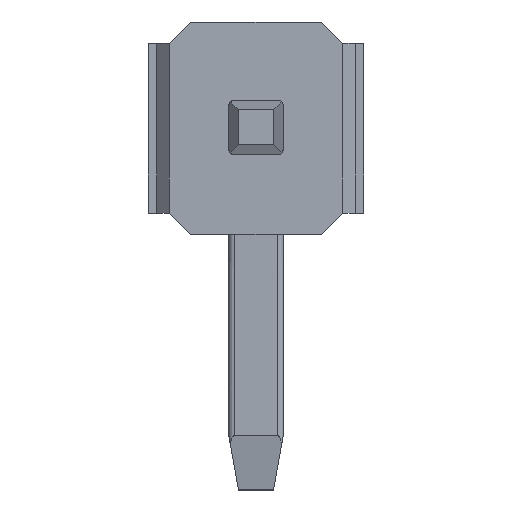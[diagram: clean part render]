
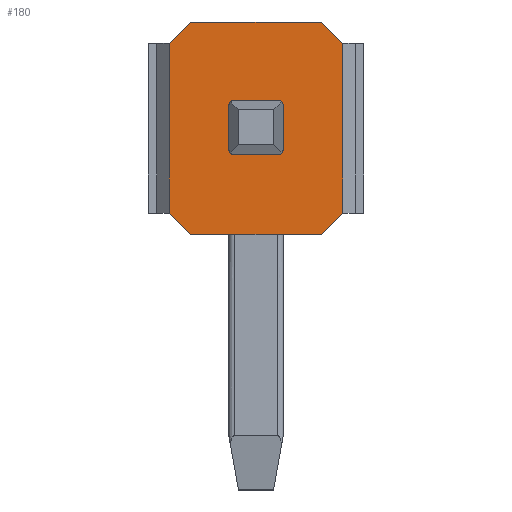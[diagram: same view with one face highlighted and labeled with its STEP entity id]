
A CAD part, top view. The second image highlights one B-rep face of the part: STEP entity #180.
In plain terms, the highlighted planar face has unit normal (0, 0, 1).
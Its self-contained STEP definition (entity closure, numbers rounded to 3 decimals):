
#180=ADVANCED_FACE('',(#694),#696,.T.);
#694=FACE_BOUND('',#695,.T.);
#695=EDGE_LOOP('',(#1433,#1434,#1435,#1436,#1437,#1438,#1439,#1440));
#696=PLANE('',#697);
#697=AXIS2_PLACEMENT_3D('',#698,#699,#700);
#698=CARTESIAN_POINT('',(2.54,0.,2.5));
#699=DIRECTION('',(0.,0.,1.));
#700=DIRECTION('',(1.,0.,0.));
#1433=ORIENTED_EDGE('',*,*,#1740,.F.);
#1434=ORIENTED_EDGE('',*,*,#1736,.T.);
#1435=ORIENTED_EDGE('',*,*,#1739,.T.);
#1436=ORIENTED_EDGE('',*,*,#1698,.T.);
#1437=ORIENTED_EDGE('',*,*,#1741,.F.);
#1438=ORIENTED_EDGE('',*,*,#1714,.T.);
#1439=ORIENTED_EDGE('',*,*,#1717,.T.);
#1440=ORIENTED_EDGE('',*,*,#1720,.T.);
#1698=EDGE_CURVE('',#1869,#1867,#1870,.T.);
#1714=EDGE_CURVE('',#1890,#1895,#1897,.T.);
#1717=EDGE_CURVE('',#1895,#1899,#1901,.T.);
#1720=EDGE_CURVE('',#1899,#1904,#1906,.T.);
#1736=EDGE_CURVE('',#1921,#1933,#1935,.T.);
#1739=EDGE_CURVE('',#1933,#1869,#1938,.T.);
#1740=EDGE_CURVE('',#1921,#1904,#1939,.T.);
#1741=EDGE_CURVE('',#1890,#1867,#1940,.T.);
#1867=VERTEX_POINT('',#2149);
#1869=VERTEX_POINT('',#2153);
#1870=LINE('',#2154,#2155);
#1890=VERTEX_POINT('',#2198);
#1895=VERTEX_POINT('',#2209);
#1897=LINE('',#2213,#2214);
#1899=VERTEX_POINT('',#2219);
#1901=LINE('',#2223,#2224);
#1904=VERTEX_POINT('',#2230);
#1906=LINE('',#2234,#2235);
#1921=VERTEX_POINT('',#2267);
#1933=VERTEX_POINT('',#2291);
#1935=LINE('',#2295,#2296);
#1938=LINE('',#2304,#2305);
#1939=LINE('',#2307,#2308);
#1940=LINE('',#2310,#2311);
#2149=CARTESIAN_POINT('',(1.52,1.,2.5));
#2153=CARTESIAN_POINT('',(1.77,1.25,2.5));
#2154=CARTESIAN_POINT('',(1.77,1.25,2.5));
#2155=VECTOR('',#2156,1.);
#2156=DIRECTION('',(-0.707,-0.707,0.));
#2198=CARTESIAN_POINT('',(1.52,-1.,2.5));
#2209=CARTESIAN_POINT('',(1.77,-1.25,2.5));
#2213=CARTESIAN_POINT('',(1.52,-1.,2.5));
#2214=VECTOR('',#2215,1.);
#2215=DIRECTION('',(0.707,-0.707,0.));
#2219=CARTESIAN_POINT('',(3.31,-1.25,2.5));
#2223=CARTESIAN_POINT('',(1.77,-1.25,2.5));
#2224=VECTOR('',#2225,1.);
#2225=DIRECTION('',(1.,0.,0.));
#2230=CARTESIAN_POINT('',(3.56,-1.,2.5));
#2234=CARTESIAN_POINT('',(3.31,-1.25,2.5));
#2235=VECTOR('',#2236,1.);
#2236=DIRECTION('',(0.707,0.707,0.));
#2267=CARTESIAN_POINT('',(3.56,1.,2.5));
#2291=CARTESIAN_POINT('',(3.31,1.25,2.5));
#2295=CARTESIAN_POINT('',(3.56,1.,2.5));
#2296=VECTOR('',#2297,1.);
#2297=DIRECTION('',(-0.707,0.707,0.));
#2304=CARTESIAN_POINT('',(3.31,1.25,2.5));
#2305=VECTOR('',#2306,1.);
#2306=DIRECTION('',(-1.,0.,0.));
#2307=CARTESIAN_POINT('',(3.56,1.,2.5));
#2308=VECTOR('',#2309,1.);
#2309=DIRECTION('',(0.,-1.,0.));
#2310=CARTESIAN_POINT('',(1.52,-1.,2.5));
#2311=VECTOR('',#2312,1.);
#2312=DIRECTION('',(0.,1.,0.));
